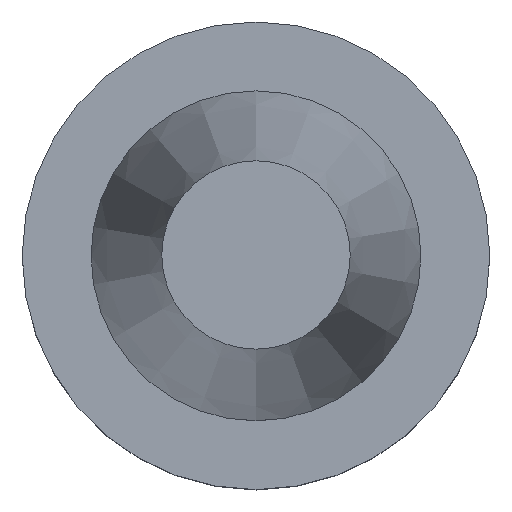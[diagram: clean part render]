
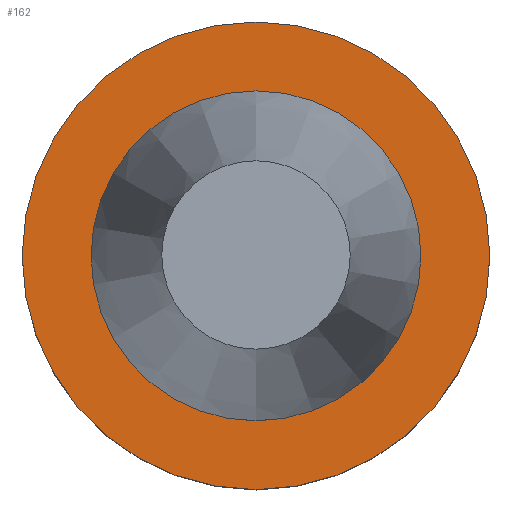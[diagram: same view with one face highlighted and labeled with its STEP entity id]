
A CAD part, top view. The second image highlights one B-rep face of the part: STEP entity #162.
In plain terms, the highlighted planar face has unit normal (0, 0, 1).
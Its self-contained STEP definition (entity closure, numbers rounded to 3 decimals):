
#94=EDGE_CURVE('Unnamed[1]',#227,#227,#228,.T.);
#129=EDGE_CURVE('Unnamed[1]',#282,#282,#283,.T.);
#162=ADVANCED_FACE('Unnamed[1]',(#333,#334),#335,.T.);
#227=VERTEX_POINT('',#408);
#228=CIRCLE('',#409,22.225);
#282=VERTEX_POINT('',#477);
#283=CIRCLE('',#478,31.5);
#333=FACE_OUTER_BOUND('',#541,.T.);
#334=FACE_BOUND('',#542,.T.);
#335=PLANE('',#543);
#408=CARTESIAN_POINT('',(0.,22.225,-1.));
#409=AXIS2_PLACEMENT_3D('',#605,#606,#607);
#477=CARTESIAN_POINT('',(0.,31.5,-1.));
#478=AXIS2_PLACEMENT_3D('',#667,#668,#669);
#541=EDGE_LOOP('',(#724));
#542=EDGE_LOOP('',(#725));
#543=AXIS2_PLACEMENT_3D('',#726,#727,#728);
#605=CARTESIAN_POINT('',(0.,0.,-1.));
#606=DIRECTION('',(0.,0.,-1.0));
#607=DIRECTION('',(0.,1.0,0.));
#667=CARTESIAN_POINT('',(0.,0.,-1.));
#668=DIRECTION('',(0.,0.,-1.0));
#669=DIRECTION('',(0.,1.0,0.));
#724=ORIENTED_EDGE('',*,*,#129,.F.);
#725=ORIENTED_EDGE('',*,*,#94,.T.);
#726=CARTESIAN_POINT('',(0.,26.862,-1.));
#727=DIRECTION('',(0.,0.,1.0));
#728=DIRECTION('',(0.,-1.0,0.));
